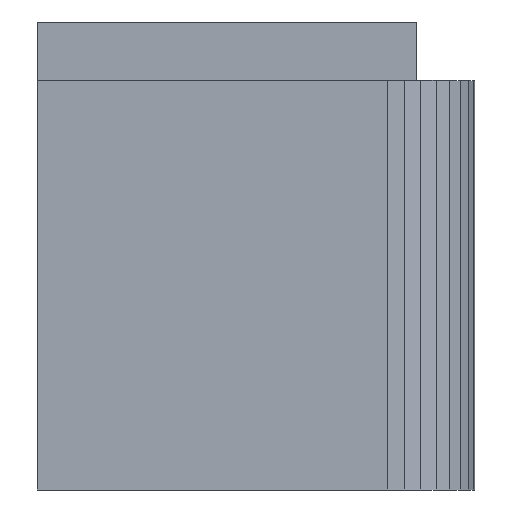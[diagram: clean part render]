
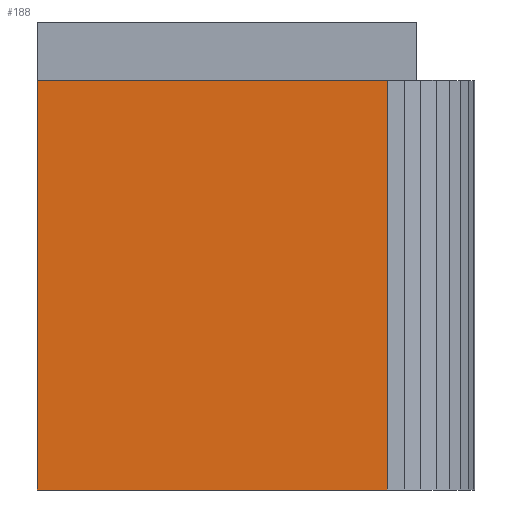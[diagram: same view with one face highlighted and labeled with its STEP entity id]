
A CAD part, left-side view. The second image highlights one B-rep face of the part: STEP entity #188.
In plain terms, the highlighted planar face has unit normal (-1, 0, 0).
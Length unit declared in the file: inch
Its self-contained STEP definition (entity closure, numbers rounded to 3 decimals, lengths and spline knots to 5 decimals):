
#188=ADVANCED_FACE('',(#373),#374,.T.);
#373=FACE_OUTER_BOUND('',#605,.T.);
#374=PLANE('',#606);
#605=EDGE_LOOP('',(#1073,#1074,#1075,#1076));
#606=AXIS2_PLACEMENT_3D('',#1077,#1078,#1079);
#1073=ORIENTED_EDGE('',*,*,#1328,.T.);
#1074=ORIENTED_EDGE('',*,*,#1195,.F.);
#1075=ORIENTED_EDGE('',*,*,#1326,.T.);
#1076=ORIENTED_EDGE('',*,*,#1223,.T.);
#1077=CARTESIAN_POINT('',(0.0,1.12289,0.));
#1078=DIRECTION('',(-1.0,0.0,0.0));
#1079=DIRECTION('',(0.0,-1.0,0.0));
#1195=EDGE_CURVE('',#1455,#1457,#1458,.T.);
#1223=EDGE_CURVE('',#1503,#1501,#1504,.T.);
#1326=EDGE_CURVE('',#1455,#1503,#1643,.T.);
#1328=EDGE_CURVE('',#1501,#1457,#1645,.T.);
#1455=VERTEX_POINT('',#1873);
#1457=VERTEX_POINT('',#1876);
#1458=LINE('',#1877,#1878);
#1501=VERTEX_POINT('',#1965);
#1503=VERTEX_POINT('',#1968);
#1504=LINE('',#1969,#1970);
#1643=LINE('',#2207,#2208);
#1645=LINE('',#2210,#2211);
#1873=CARTESIAN_POINT('',(0.0,1.87148,0.));
#1876=CARTESIAN_POINT('',(0.0,1.87148,1.75));
#1877=CARTESIAN_POINT('',(0.0,1.87148,0.));
#1878=VECTOR('',#2272,1.0);
#1965=CARTESIAN_POINT('',(0.0,0.37429,1.75));
#1968=CARTESIAN_POINT('',(0.0,0.37429,0.));
#1969=CARTESIAN_POINT('',(0.0,0.37429,0.));
#1970=VECTOR('',#2290,1.0);
#2207=CARTESIAN_POINT('',(0.0,1.87148,0.));
#2208=VECTOR('',#2361,1.0);
#2210=CARTESIAN_POINT('',(0.0,1.87148,1.75));
#2211=VECTOR('',#2362,1.0);
#2272=DIRECTION('',(0.0,0.0,1.0));
#2290=DIRECTION('',(0.0,0.0,1.0));
#2361=DIRECTION('',(0.0,-1.0,0.0));
#2362=DIRECTION('',(-0.0,1.0,0.0));
